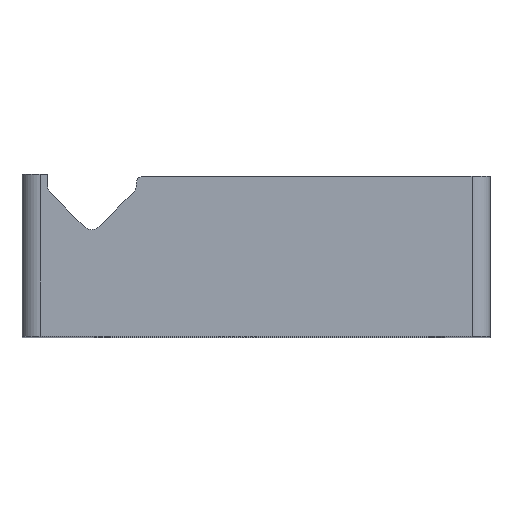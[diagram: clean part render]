
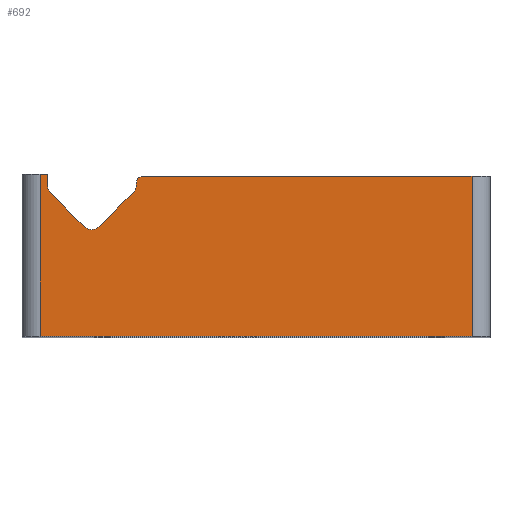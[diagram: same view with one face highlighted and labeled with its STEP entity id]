
A CAD part, top view. The second image highlights one B-rep face of the part: STEP entity #692.
In plain terms, the highlighted planar face has unit normal (0, 0, 1).
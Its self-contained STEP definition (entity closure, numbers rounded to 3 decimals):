
#36=PLANE('',#774);
#72=FACE_OUTER_BOUND('',#110,.T.);
#110=EDGE_LOOP('',(#615,#616,#617,#618,#619,#620,#621,#622,#623,#624,#625,
#626,#627));
#113=LINE('',#987,#180);
#118=LINE('',#999,#185);
#122=LINE('',#1013,#189);
#127=LINE('',#1026,#194);
#141=LINE('',#1075,#208);
#144=LINE('',#1083,#211);
#147=LINE('',#1091,#214);
#150=LINE('',#1098,#217);
#179=LINE('',#1181,#246);
#180=VECTOR('',#782,10.);
#185=VECTOR('',#793,10.);
#189=VECTOR('',#805,10.);
#194=VECTOR('',#818,10.);
#208=VECTOR('',#862,10.);
#211=VECTOR('',#871,10.);
#214=VECTOR('',#880,10.);
#217=VECTOR('',#889,10.);
#246=VECTOR('',#978,10.);
#263=CIRCLE('',#734,0.4);
#264=CIRCLE('',#737,0.6);
#265=CIRCLE('',#740,0.6);
#266=CIRCLE('',#743,0.6);
#280=VERTEX_POINT('',#984);
#281=VERTEX_POINT('',#986);
#285=VERTEX_POINT('',#998);
#288=VERTEX_POINT('',#1006);
#291=VERTEX_POINT('',#1011);
#313=VERTEX_POINT('',#1068);
#314=VERTEX_POINT('',#1069);
#315=VERTEX_POINT('',#1074);
#316=VERTEX_POINT('',#1078);
#317=VERTEX_POINT('',#1082);
#318=VERTEX_POINT('',#1086);
#319=VERTEX_POINT('',#1090);
#320=VERTEX_POINT('',#1094);
#346=EDGE_CURVE('',#280,#281,#113,.T.);
#352=EDGE_CURVE('',#285,#281,#118,.T.);
#359=EDGE_CURVE('',#291,#288,#122,.T.);
#366=EDGE_CURVE('',#288,#280,#127,.T.);
#387=EDGE_CURVE('',#313,#314,#263,.F.);
#390=EDGE_CURVE('',#314,#315,#141,.F.);
#392=EDGE_CURVE('',#315,#316,#264,.T.);
#394=EDGE_CURVE('',#316,#317,#144,.F.);
#396=EDGE_CURVE('',#317,#318,#265,.T.);
#398=EDGE_CURVE('',#318,#319,#147,.F.);
#400=EDGE_CURVE('',#319,#320,#266,.T.);
#402=EDGE_CURVE('',#320,#285,#150,.F.);
#443=EDGE_CURVE('',#291,#313,#179,.T.);
#615=ORIENTED_EDGE('',*,*,#346,.F.);
#616=ORIENTED_EDGE('',*,*,#366,.F.);
#617=ORIENTED_EDGE('',*,*,#359,.F.);
#618=ORIENTED_EDGE('',*,*,#443,.T.);
#619=ORIENTED_EDGE('',*,*,#387,.T.);
#620=ORIENTED_EDGE('',*,*,#390,.T.);
#621=ORIENTED_EDGE('',*,*,#392,.T.);
#622=ORIENTED_EDGE('',*,*,#394,.T.);
#623=ORIENTED_EDGE('',*,*,#396,.T.);
#624=ORIENTED_EDGE('',*,*,#398,.T.);
#625=ORIENTED_EDGE('',*,*,#400,.T.);
#626=ORIENTED_EDGE('',*,*,#402,.T.);
#627=ORIENTED_EDGE('',*,*,#352,.T.);
#692=ADVANCED_FACE('',(#72),#36,.T.);
#734=AXIS2_PLACEMENT_3D('',#1070,#856,#857);
#737=AXIS2_PLACEMENT_3D('',#1079,#866,#867);
#740=AXIS2_PLACEMENT_3D('',#1087,#875,#876);
#743=AXIS2_PLACEMENT_3D('',#1095,#884,#885);
#774=AXIS2_PLACEMENT_3D('',#1180,#976,#977);
#782=DIRECTION('',(0.,1.,0.));
#793=DIRECTION('',(-1.,0.,0.));
#805=DIRECTION('',(0.,-1.,0.));
#818=DIRECTION('',(-1.,0.,0.));
#856=DIRECTION('center_axis',(0.,0.,-1.));
#857=DIRECTION('ref_axis',(0.,1.,0.));
#862=DIRECTION('',(0.,1.,0.));
#866=DIRECTION('center_axis',(0.,0.,-1.));
#867=DIRECTION('ref_axis',(0.707,-0.707,0.));
#871=DIRECTION('',(0.707,0.707,0.));
#875=DIRECTION('center_axis',(0.,0.,-1.));
#876=DIRECTION('ref_axis',(-0.707,-0.707,0.));
#880=DIRECTION('',(0.707,-0.707,0.));
#884=DIRECTION('center_axis',(0.,0.,-1.));
#885=DIRECTION('ref_axis',(-1.,0.,0.));
#889=DIRECTION('',(0.,-1.,0.));
#976=DIRECTION('center_axis',(0.,0.,1.));
#977=DIRECTION('ref_axis',(-1.,0.,0.));
#978=DIRECTION('',(-1.,0.,0.));
#984=CARTESIAN_POINT('',(3.625,51.,-448.));
#986=CARTESIAN_POINT('',(3.625,60.,-448.));
#987=CARTESIAN_POINT('',(3.625,60.,-448.));
#998=CARTESIAN_POINT('',(4.025,60.,-448.));
#999=CARTESIAN_POINT('',(28.625,60.,-448.));
#1006=CARTESIAN_POINT('',(27.625,51.,-448.));
#1011=CARTESIAN_POINT('',(27.625,59.9,-448.));
#1013=CARTESIAN_POINT('',(27.625,60.,-448.));
#1026=CARTESIAN_POINT('',(28.625,51.,-448.));
#1068=CARTESIAN_POINT('',(9.375,59.9,-448.));
#1069=CARTESIAN_POINT('',(8.975,59.5,-448.));
#1070=CARTESIAN_POINT('Origin',(9.375,59.5,-448.));
#1074=CARTESIAN_POINT('',(8.975,59.407,-448.));
#1075=CARTESIAN_POINT('',(8.975,60.,-448.));
#1078=CARTESIAN_POINT('',(8.799,58.983,-448.));
#1079=CARTESIAN_POINT('Origin',(8.375,59.407,-448.));
#1082=CARTESIAN_POINT('',(6.924,57.108,-448.));
#1083=CARTESIAN_POINT('',(14.083,64.267,-448.));
#1086=CARTESIAN_POINT('',(6.076,57.108,-448.));
#1087=CARTESIAN_POINT('Origin',(6.5,57.532,-448.));
#1090=CARTESIAN_POINT('',(4.201,58.983,-448.));
#1091=CARTESIAN_POINT('',(11.167,52.017,-448.));
#1094=CARTESIAN_POINT('',(4.025,59.407,-448.));
#1095=CARTESIAN_POINT('Origin',(4.625,59.407,-448.));
#1098=CARTESIAN_POINT('',(4.025,59.6,-448.));
#1180=CARTESIAN_POINT('Origin',(28.625,60.,-448.));
#1181=CARTESIAN_POINT('',(22.125,59.9,-448.));
